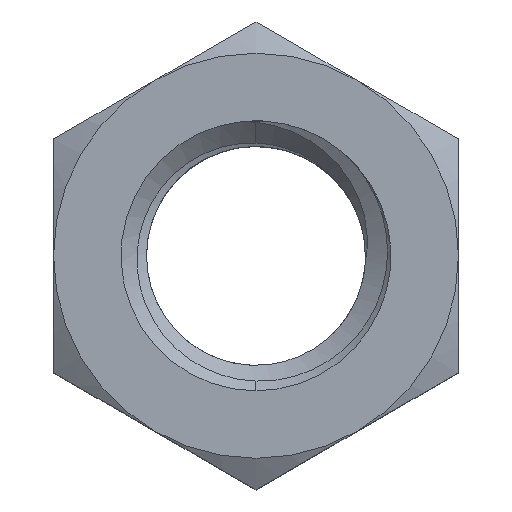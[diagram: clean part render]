
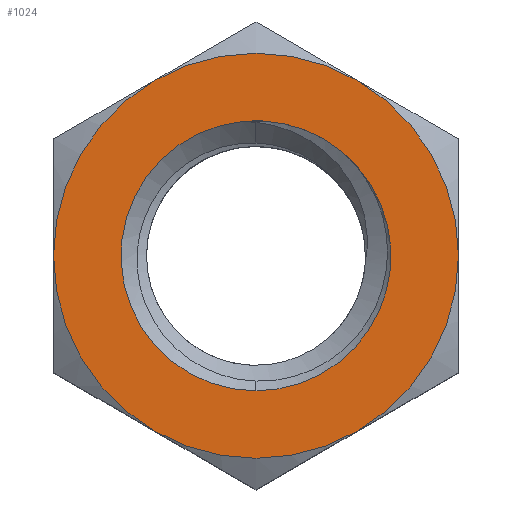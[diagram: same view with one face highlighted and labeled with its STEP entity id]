
A CAD part, top view. The second image highlights one B-rep face of the part: STEP entity #1024.
In plain terms, the highlighted planar face has unit normal (0, 0, 1).
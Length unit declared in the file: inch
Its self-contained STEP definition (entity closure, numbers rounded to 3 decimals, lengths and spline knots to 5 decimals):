
#1024 = ADVANCED_FACE ( 'NONE', ( #1650, #1604 ), #3083, .T. ) ;
#1450 = DIRECTION ( 'NONE',  ( 1., 0., 0. ) ) ;
#1451 = DIRECTION ( 'NONE',  ( 0., 0., 1. ) ) ;
#1465 = CARTESIAN_POINT ( 'NONE',  ( 0., 0., 0.27344 ) ) ;
#1604 = FACE_OUTER_BOUND ( 'NONE', #2059, .T. ) ;
#1650 = FACE_BOUND ( 'NONE', #2065, .T. ) ;
#1657 = DIRECTION ( 'NONE',  ( 1., 0., 0. ) ) ;
#1660 = DIRECTION ( 'NONE',  ( 0., 0., 1. ) ) ;
#1661 = CARTESIAN_POINT ( 'NONE',  ( 0., 0., 0.27344 ) ) ;
#1729 = EDGE_CURVE ( 'NONE', #2789, #2777, #2039, .T. ) ;
#1737 = EDGE_CURVE ( 'NONE', #2777, #2768, #2042, .T. ) ;
#1779 = EDGE_CURVE ( 'NONE', #2821, #2733, #2037, .T. ) ;
#1780 = EDGE_CURVE ( 'NONE', #2733, #2788, #2048, .T. ) ;
#1782 = EDGE_CURVE ( 'NONE', #2768, #2789, #2027, .T. ) ;
#1783 = EDGE_CURVE ( 'NONE', #2859, #2775, #2003, .T. ) ;
#1784 = EDGE_CURVE ( 'NONE', #2778, #2859, #2044, .T. ) ;
#1786 = EDGE_CURVE ( 'NONE', #2788, #2778, #2047, .T. ) ;
#1789 = EDGE_CURVE ( 'NONE', #2775, #2821, #2034, .T. ) ;
#1815 = AXIS2_PLACEMENT_3D ( 'NONE', #2708, #2586, #2582 ) ;
#1834 = AXIS2_PLACEMENT_3D ( 'NONE', #1661, #1660, #1657 ) ;
#1837 = AXIS2_PLACEMENT_3D ( 'NONE', #1465, #1451, #1450 ) ;
#1843 = AXIS2_PLACEMENT_3D ( 'NONE', #3356, #3358, #3359 ) ;
#1844 = AXIS2_PLACEMENT_3D ( 'NONE', #3352, #3353, #3354 ) ;
#1845 = AXIS2_PLACEMENT_3D ( 'NONE', #3361, #3541, #3542 ) ;
#1846 = AXIS2_PLACEMENT_3D ( 'NONE', #3538, #3539, #3540 ) ;
#1847 = AXIS2_PLACEMENT_3D ( 'NONE', #3360, #3544, #3545 ) ;
#1848 = AXIS2_PLACEMENT_3D ( 'NONE', #3666, #3667, #3668 ) ;
#1849 = AXIS2_PLACEMENT_3D ( 'NONE', #3689, #3690, #3691 ) ;
#2003 = CIRCLE ( 'NONE', #1845, 0.46875 ) ;
#2027 = CIRCLE ( 'NONE', #1846, 0.3125 ) ;
#2034 = CIRCLE ( 'NONE', #1849, 0.46875 ) ;
#2037 = CIRCLE ( 'NONE', #1844, 0.46875 ) ;
#2039 = CIRCLE ( 'NONE', #1834, 0.3125 ) ;
#2042 = CIRCLE ( 'NONE', #1837, 0.3125 ) ;
#2044 = CIRCLE ( 'NONE', #1847, 0.46875 ) ;
#2047 = CIRCLE ( 'NONE', #1848, 0.46875 ) ;
#2048 = CIRCLE ( 'NONE', #1843, 0.46875 ) ;
#2053 = ORIENTED_EDGE ( 'NONE', *, *, #1780, .T. ) ;
#2059 = EDGE_LOOP ( 'NONE', ( #2053, #2068, #2215, #2301, #2175, #2130 ) ) ;
#2065 = EDGE_LOOP ( 'NONE', ( #2160, #2170, #2197 ) ) ;
#2068 = ORIENTED_EDGE ( 'NONE', *, *, #1786, .T. ) ;
#2130 = ORIENTED_EDGE ( 'NONE', *, *, #1779, .T. ) ;
#2160 = ORIENTED_EDGE ( 'NONE', *, *, #1782, .F. ) ;
#2170 = ORIENTED_EDGE ( 'NONE', *, *, #1737, .F. ) ;
#2175 = ORIENTED_EDGE ( 'NONE', *, *, #1789, .T. ) ;
#2197 = ORIENTED_EDGE ( 'NONE', *, *, #1729, .F. ) ;
#2215 = ORIENTED_EDGE ( 'NONE', *, *, #1784, .T. ) ;
#2301 = ORIENTED_EDGE ( 'NONE', *, *, #1783, .T. ) ;
#2582 = DIRECTION ( 'NONE',  ( 1., 0., 0. ) ) ;
#2586 = DIRECTION ( 'NONE',  ( 0., 0., 1. ) ) ;
#2708 = CARTESIAN_POINT ( 'NONE',  ( -0.46875, 0.27063, 0.27344 ) ) ;
#2733 = VERTEX_POINT ( 'NONE', #4121 ) ;
#2768 = VERTEX_POINT ( 'NONE', #4159 ) ;
#2775 = VERTEX_POINT ( 'NONE', #4165 ) ;
#2777 = VERTEX_POINT ( 'NONE', #4119 ) ;
#2778 = VERTEX_POINT ( 'NONE', #4167 ) ;
#2788 = VERTEX_POINT ( 'NONE', #4175 ) ;
#2789 = VERTEX_POINT ( 'NONE', #4176 ) ;
#2821 = VERTEX_POINT ( 'NONE', #4186 ) ;
#2859 = VERTEX_POINT ( 'NONE', #4188 ) ;
#3083 = PLANE ( 'NONE',  #1815 ) ;
#3352 = CARTESIAN_POINT ( 'NONE',  ( 0., 0., 0.27344 ) ) ;
#3353 = DIRECTION ( 'NONE',  ( 0., 0., 1. ) ) ;
#3354 = DIRECTION ( 'NONE',  ( 1., 0., 0. ) ) ;
#3356 = CARTESIAN_POINT ( 'NONE',  ( 0., 0., 0.27344 ) ) ;
#3358 = DIRECTION ( 'NONE',  ( 0., 0., 1. ) ) ;
#3359 = DIRECTION ( 'NONE',  ( 1., 0., 0. ) ) ;
#3360 = CARTESIAN_POINT ( 'NONE',  ( 0., 0., 0.27344 ) ) ;
#3361 = CARTESIAN_POINT ( 'NONE',  ( 0., 0., 0.27344 ) ) ;
#3538 = CARTESIAN_POINT ( 'NONE',  ( 0., 0., 0.27344 ) ) ;
#3539 = DIRECTION ( 'NONE',  ( 0., 0., 1. ) ) ;
#3540 = DIRECTION ( 'NONE',  ( 1., 0., 0. ) ) ;
#3541 = DIRECTION ( 'NONE',  ( 0., 0., 1. ) ) ;
#3542 = DIRECTION ( 'NONE',  ( 1., 0., 0. ) ) ;
#3544 = DIRECTION ( 'NONE',  ( 0., 0., 1. ) ) ;
#3545 = DIRECTION ( 'NONE',  ( 1., 0., 0. ) ) ;
#3666 = CARTESIAN_POINT ( 'NONE',  ( 0., 0., 0.27344 ) ) ;
#3667 = DIRECTION ( 'NONE',  ( 0., 0., 1. ) ) ;
#3668 = DIRECTION ( 'NONE',  ( 1., 0., 0. ) ) ;
#3689 = CARTESIAN_POINT ( 'NONE',  ( 0., 0., 0.27344 ) ) ;
#3690 = DIRECTION ( 'NONE',  ( 0., 0., 1. ) ) ;
#3691 = DIRECTION ( 'NONE',  ( 1., 0., 0. ) ) ;
#4119 = CARTESIAN_POINT ( 'NONE',  ( 0., -0.3125, 0.27344 ) ) ;
#4121 = CARTESIAN_POINT ( 'NONE',  ( 0.23438, -0.40595, 0.27344 ) ) ;
#4159 = CARTESIAN_POINT ( 'NONE',  ( 0.1986, 0.24128, 0.27344 ) ) ;
#4165 = CARTESIAN_POINT ( 'NONE',  ( -0.46875, 0., 0.27344 ) ) ;
#4167 = CARTESIAN_POINT ( 'NONE',  ( 0.23438, 0.40595, 0.27344 ) ) ;
#4175 = CARTESIAN_POINT ( 'NONE',  ( 0.46875, 0., 0.27344 ) ) ;
#4176 = CARTESIAN_POINT ( 'NONE',  ( -0.03122, 0.31094, 0.27344 ) ) ;
#4186 = CARTESIAN_POINT ( 'NONE',  ( -0.23437, -0.40595, 0.27344 ) ) ;
#4188 = CARTESIAN_POINT ( 'NONE',  ( -0.23438, 0.40595, 0.27344 ) ) ;
